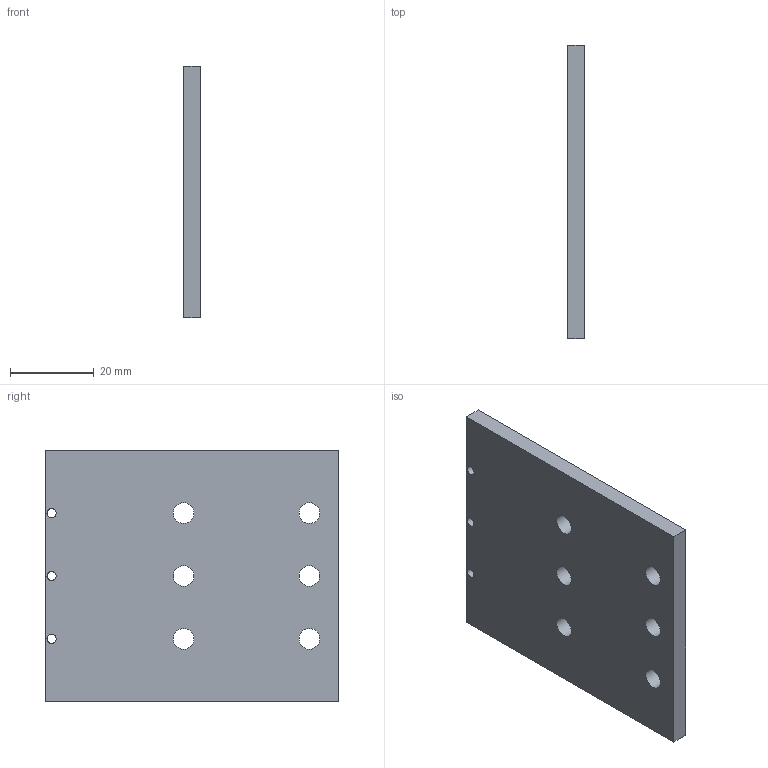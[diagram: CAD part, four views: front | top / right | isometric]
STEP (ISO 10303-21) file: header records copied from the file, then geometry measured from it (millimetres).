
FILE_DESCRIPTION(/* description */ (''),/* implementation_level */ '2;1');
FILE_NAME(/* name */ 'Plate link TS_Coil support.stp',/* time_stamp */ '2022-02-24T15:23:43+01:00',/* author */ ('louis.petitjean'),/* organization */ (''),/* preprocessor_version */ 'ST-DEVELOPER v18',/* originating_system */ 'Autodesk Inventor 2020',/* authorisation */ '');
FILE_SCHEMA (('AUTOMOTIVE_DESIGN { 1 0 10303 214 3 1 1 }'));
Length unit declared in the file: millimetre
Products named in the file (1): Plate fixing TS_Coil support
Bounding box: 4 x 70 x 60 mm (x, y, z)
Volume: 16298.7 mm3; surface area: 9643 mm2
Topology: 1 solids, 1 shells, 15 faces, 48 edges, 35 vertices
Faces by surface type: cylinder 9, plane 6
Full cylindrical faces by diameter (mm): 2.2 x3, 4.917 x6
Entity records: 638 total; most frequent: DIRECTION 107, CARTESIAN_POINT 99, ORIENTED_EDGE 96, EDGE_CURVE 48, AXIS2_PLACEMENT_3D 43, VERTEX_POINT 35, EDGE_LOOP 33, CIRCLE 27
